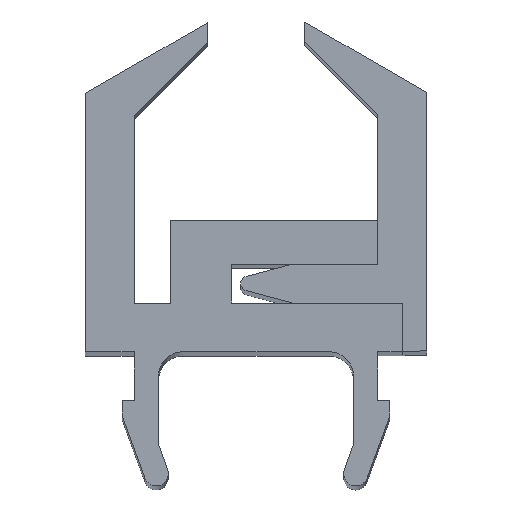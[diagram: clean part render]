
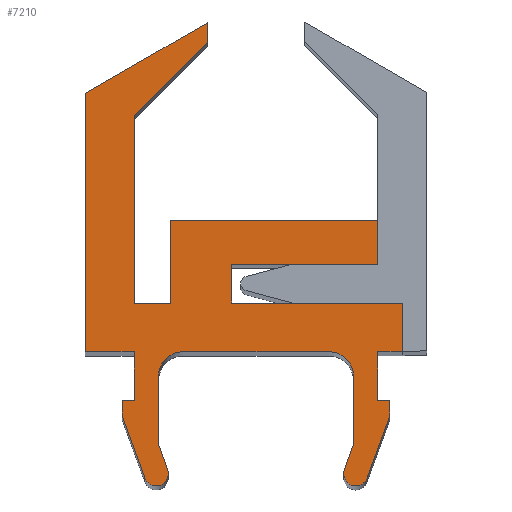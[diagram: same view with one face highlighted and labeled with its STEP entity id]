
A CAD part, top view. The second image highlights one B-rep face of the part: STEP entity #7210.
In plain terms, the highlighted planar face has unit normal (0, 0, 1).
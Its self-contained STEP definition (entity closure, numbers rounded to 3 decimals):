
#2980=CARTESIAN_POINT('',(2.803,-2.566,100.));
#2990=VERTEX_POINT('',#2980);
#3070=CARTESIAN_POINT('',(2.803,-4.548,100.));
#3080=VERTEX_POINT('',#3070);
#3110=CARTESIAN_POINT('',(2.803,0.,100.));
#3120=DIRECTION('',(0.,-1.,0.));
#3130=VECTOR('',#3120,1.);
#3140=LINE('',#3110,#3130);
#3150=EDGE_CURVE('',#2990,#3080,#3140,.T.);
#3260=CARTESIAN_POINT('',(0.,-2.566,100.));
#3270=DIRECTION('',(1.,0.,0.));
#3280=VECTOR('',#3270,1.);
#3290=LINE('',#3260,#3280);
#3300=CARTESIAN_POINT('',(-4.197,-2.566,100.));
#3310=VERTEX_POINT('',#3300);
#3320=EDGE_CURVE('',#3310,#2990,#3290,.T.);
#3500=CARTESIAN_POINT('',(-4.197,0.,100.));
#3510=DIRECTION('',(0.,-1.,0.));
#3520=VECTOR('',#3510,1.);
#3530=LINE('',#3500,#3520);
#3540=CARTESIAN_POINT('',(-4.197,-0.966,100.));
#3550=VERTEX_POINT('',#3540);
#3560=EDGE_CURVE('',#3550,#3310,#3530,.T.);
#4080=CARTESIAN_POINT('',(1.803,0.834,100.));
#4090=VERTEX_POINT('',#4080);
#4170=CARTESIAN_POINT('',(1.803,-0.966,100.));
#4180=VERTEX_POINT('',#4170);
#4210=CARTESIAN_POINT('',(1.803,0.,100.));
#4220=DIRECTION('',(0.,-1.,0.));
#4230=VECTOR('',#4220,1.);
#4240=LINE('',#4210,#4230);
#4250=EDGE_CURVE('',#4090,#4180,#4240,.T.);
#4520=CARTESIAN_POINT('',(0.,-0.966,100.));
#4530=DIRECTION('',(-1.,0.,0.));
#4540=VECTOR('',#4530,1.);
#4550=LINE('',#4520,#4540);
#4560=EDGE_CURVE('',#4180,#3550,#4550,.T.);
#4910=CARTESIAN_POINT('',(0.,0.,100.));
#4920=DIRECTION('',(0.,0.,1.));
#4930=DIRECTION('',(1.,0.,0.));
#4940=AXIS2_PLACEMENT_3D('',#4910,#4920,#4930);
#4950=PLANE('',#4940);
#4960=CARTESIAN_POINT('',(1.803,-4.566,100.));
#4970=DIRECTION('',(1.,0.018,0.));
#4980=VECTOR('',#4970,1.);
#4990=LINE('',#4960,#4980);
#5000=CARTESIAN_POINT('',(1.803,-4.566,100.));
#5010=VERTEX_POINT('',#5000);
#5020=EDGE_CURVE('',#5010,#3080,#4990,.T.);
#5030=ORIENTED_EDGE('',*,*,#5020,.T.);
#5040=CARTESIAN_POINT('',(1.803,-4.566,100.));
#5050=DIRECTION('',(0.,-1.,0.));
#5060=VECTOR('',#5050,1.);
#5070=LINE('',#5040,#5060);
#5080=CARTESIAN_POINT('',(1.803,-6.566,100.));
#5090=VERTEX_POINT('',#5080);
#5100=EDGE_CURVE('',#5010,#5090,#5070,.T.);
#5110=ORIENTED_EDGE('',*,*,#5100,.F.);
#5120=CARTESIAN_POINT('',(-3.197,-6.566,100.));
#5130=DIRECTION('',(1.,0.,0.));
#5140=VECTOR('',#5130,1.);
#5150=LINE('',#5120,#5140);
#5160=CARTESIAN_POINT('',(2.303,-6.566,100.));
#5170=VERTEX_POINT('',#5160);
#5180=EDGE_CURVE('',#5090,#5170,#5150,.T.);
#5190=ORIENTED_EDGE('',*,*,#5180,.F.);
#5200=CARTESIAN_POINT('',(2.303,-4.566,100.));
#5210=DIRECTION('',(0.,-1.,0.));
#5220=VECTOR('',#5210,1.);
#5230=LINE('',#5200,#5220);
#5240=CARTESIAN_POINT('',(2.303,-7.166,100.));
#5250=VERTEX_POINT('',#5240);
#5260=EDGE_CURVE('',#5170,#5250,#5230,.T.);
#5270=ORIENTED_EDGE('',*,*,#5260,.F.);
#5280=CARTESIAN_POINT('',(3.249,-4.566,100.));
#5290=DIRECTION('',(-0.342,-0.94,0.));
#5300=VECTOR('',#5290,1.);
#5310=LINE('',#5280,#5300);
#5320=CARTESIAN_POINT('',(1.367,-9.737,100.));
#5330=VERTEX_POINT('',#5320);
#5340=EDGE_CURVE('',#5250,#5330,#5310,.T.);
#5350=ORIENTED_EDGE('',*,*,#5340,.F.);
#5360=CARTESIAN_POINT('',(0.897,-9.566,100.));
#5370=DIRECTION('',(0.,0.,-1.));
#5380=DIRECTION('',(1.,0.,0.));
#5390=AXIS2_PLACEMENT_3D('',#5360,#5370,#5380);
#5400=CIRCLE('',#5390,0.5);
#5410=CARTESIAN_POINT('',(0.427,-9.395,100.));
#5420=VERTEX_POINT('',#5410);
#5430=EDGE_CURVE('',#5330,#5420,#5400,.T.);
#5440=ORIENTED_EDGE('',*,*,#5430,.F.);
#5450=CARTESIAN_POINT('',(2.185,-4.566,100.));
#5460=DIRECTION('',(0.342,0.94,0.));
#5470=VECTOR('',#5460,1.);
#5480=LINE('',#5450,#5470);
#5490=CARTESIAN_POINT('',(0.803,-8.364,100.));
#5500=VERTEX_POINT('',#5490);
#5510=EDGE_CURVE('',#5420,#5500,#5480,.T.);
#5520=ORIENTED_EDGE('',*,*,#5510,.F.);
#5530=CARTESIAN_POINT('',(0.803,-4.566,100.));
#5540=DIRECTION('',(0.,1.,0.));
#5550=VECTOR('',#5540,1.);
#5560=LINE('',#5530,#5550);
#5570=CARTESIAN_POINT('',(0.803,-5.566,100.));
#5580=VERTEX_POINT('',#5570);
#5590=EDGE_CURVE('',#5500,#5580,#5560,.T.);
#5600=ORIENTED_EDGE('',*,*,#5590,.F.);
#5610=CARTESIAN_POINT('',(-0.197,-5.566,100.));
#5620=DIRECTION('',(0.,0.,1.));
#5630=DIRECTION('',(1.,0.,0.));
#5640=AXIS2_PLACEMENT_3D('',#5610,#5620,#5630);
#5650=CIRCLE('',#5640,1.);
#5660=CARTESIAN_POINT('',(-0.197,-4.566,100.));
#5670=VERTEX_POINT('',#5660);
#5680=EDGE_CURVE('',#5580,#5670,#5650,.T.);
#5690=ORIENTED_EDGE('',*,*,#5680,.F.);
#5700=CARTESIAN_POINT('',(-3.197,-4.566,100.));
#5710=DIRECTION('',(-1.,0.,0.));
#5720=VECTOR('',#5710,1.);
#5730=LINE('',#5700,#5720);
#5740=CARTESIAN_POINT('',(-6.197,-4.566,100.));
#5750=VERTEX_POINT('',#5740);
#5760=EDGE_CURVE('',#5670,#5750,#5730,.T.);
#5770=ORIENTED_EDGE('',*,*,#5760,.F.);
#5780=CARTESIAN_POINT('',(-6.197,-5.566,100.));
#5790=DIRECTION('',(0.,0.,1.));
#5800=DIRECTION('',(1.,0.,0.));
#5810=AXIS2_PLACEMENT_3D('',#5780,#5790,#5800);
#5820=CIRCLE('',#5810,1.);
#5830=CARTESIAN_POINT('',(-7.197,-5.566,100.));
#5840=VERTEX_POINT('',#5830);
#5850=EDGE_CURVE('',#5750,#5840,#5820,.T.);
#5860=ORIENTED_EDGE('',*,*,#5850,.F.);
#5870=CARTESIAN_POINT('',(-7.197,-4.566,100.));
#5880=DIRECTION('',(0.,-1.,0.));
#5890=VECTOR('',#5880,1.);
#5900=LINE('',#5870,#5890);
#5910=CARTESIAN_POINT('',(-7.197,-8.364,100.));
#5920=VERTEX_POINT('',#5910);
#5930=EDGE_CURVE('',#5840,#5920,#5900,.T.);
#5940=ORIENTED_EDGE('',*,*,#5930,.F.);
#5950=CARTESIAN_POINT('',(-8.58,-4.566,100.));
#5960=DIRECTION('',(0.342,-0.94,0.));
#5970=VECTOR('',#5960,1.);
#5980=LINE('',#5950,#5970);
#5990=CARTESIAN_POINT('',(-6.822,-9.395,100.));
#6000=VERTEX_POINT('',#5990);
#6010=EDGE_CURVE('',#5920,#6000,#5980,.T.);
#6020=ORIENTED_EDGE('',*,*,#6010,.F.);
#6030=CARTESIAN_POINT('',(-7.292,-9.566,100.));
#6040=DIRECTION('',(0.,0.,-1.));
#6050=DIRECTION('',(1.,0.,0.));
#6060=AXIS2_PLACEMENT_3D('',#6030,#6040,#6050);
#6070=CIRCLE('',#6060,0.5);
#6080=CARTESIAN_POINT('',(-7.762,-9.737,100.));
#6090=VERTEX_POINT('',#6080);
#6100=EDGE_CURVE('',#6000,#6090,#6070,.T.);
#6110=ORIENTED_EDGE('',*,*,#6100,.F.);
#6120=CARTESIAN_POINT('',(-9.644,-4.566,100.));
#6130=DIRECTION('',(-0.342,0.94,0.));
#6140=VECTOR('',#6130,1.);
#6150=LINE('',#6120,#6140);
#6160=CARTESIAN_POINT('',(-8.697,-7.166,100.));
#6170=VERTEX_POINT('',#6160);
#6180=EDGE_CURVE('',#6090,#6170,#6150,.T.);
#6190=ORIENTED_EDGE('',*,*,#6180,.F.);
#6200=CARTESIAN_POINT('',(-8.697,-4.566,100.));
#6210=DIRECTION('',(0.,1.,0.));
#6220=VECTOR('',#6210,1.);
#6230=LINE('',#6200,#6220);
#6240=CARTESIAN_POINT('',(-8.697,-6.566,100.));
#6250=VERTEX_POINT('',#6240);
#6260=EDGE_CURVE('',#6170,#6250,#6230,.T.);
#6270=ORIENTED_EDGE('',*,*,#6260,.F.);
#6280=CARTESIAN_POINT('',(-3.197,-6.566,100.));
#6290=DIRECTION('',(1.,0.,0.));
#6300=VECTOR('',#6290,1.);
#6310=LINE('',#6280,#6300);
#6320=CARTESIAN_POINT('',(-8.197,-6.566,100.));
#6330=VERTEX_POINT('',#6320);
#6340=EDGE_CURVE('',#6250,#6330,#6310,.T.);
#6350=ORIENTED_EDGE('',*,*,#6340,.F.);
#6360=CARTESIAN_POINT('',(-8.197,-4.566,100.));
#6370=DIRECTION('',(0.,1.,0.));
#6380=VECTOR('',#6370,1.);
#6390=LINE('',#6360,#6380);
#6400=CARTESIAN_POINT('',(-8.197,-4.566,100.));
#6410=VERTEX_POINT('',#6400);
#6420=EDGE_CURVE('',#6330,#6410,#6390,.T.);
#6430=ORIENTED_EDGE('',*,*,#6420,.F.);
#6440=CARTESIAN_POINT('',(-3.197,-4.566,100.));
#6450=DIRECTION('',(-1.,0.,0.));
#6460=VECTOR('',#6450,1.);
#6470=LINE('',#6440,#6460);
#6480=CARTESIAN_POINT('',(-10.197,-4.566,100.));
#6490=VERTEX_POINT('',#6480);
#6500=EDGE_CURVE('',#6410,#6490,#6470,.T.);
#6510=ORIENTED_EDGE('',*,*,#6500,.F.);
#6520=CARTESIAN_POINT('',(-10.197,-4.566,100.));
#6530=DIRECTION('',(0.,1.,0.));
#6540=VECTOR('',#6530,1.);
#6550=LINE('',#6520,#6540);
#6560=CARTESIAN_POINT('',(-10.197,6.047,100.));
#6570=VERTEX_POINT('',#6560);
#6580=EDGE_CURVE('',#6490,#6570,#6550,.T.);
#6590=ORIENTED_EDGE('',*,*,#6580,.F.);
#6600=CARTESIAN_POINT('',(-3.197,10.088,100.));
#6610=DIRECTION('',(0.866,0.5,0.));
#6620=VECTOR('',#6610,1.);
#6630=LINE('',#6600,#6620);
#6640=CARTESIAN_POINT('',(-5.197,8.934,100.));
#6650=VERTEX_POINT('',#6640);
#6660=EDGE_CURVE('',#6570,#6650,#6630,.T.);
#6670=ORIENTED_EDGE('',*,*,#6660,.F.);
#6680=CARTESIAN_POINT('',(-5.197,-4.566,100.));
#6690=DIRECTION('',(0.,-1.,0.));
#6700=VECTOR('',#6690,1.);
#6710=LINE('',#6680,#6700);
#6720=CARTESIAN_POINT('',(-5.197,8.134,100.));
#6730=VERTEX_POINT('',#6720);
#6740=EDGE_CURVE('',#6650,#6730,#6710,.T.);
#6750=ORIENTED_EDGE('',*,*,#6740,.F.);
#6760=CARTESIAN_POINT('',(-3.197,10.134,100.));
#6770=DIRECTION('',(-0.707,-0.707,0.));
#6780=VECTOR('',#6770,1.);
#6790=LINE('',#6760,#6780);
#6800=CARTESIAN_POINT('',(-8.197,5.134,100.));
#6810=VERTEX_POINT('',#6800);
#6820=EDGE_CURVE('',#6730,#6810,#6790,.T.);
#6830=ORIENTED_EDGE('',*,*,#6820,.F.);
#6840=CARTESIAN_POINT('',(-8.197,-4.566,100.));
#6850=DIRECTION('',(0.,-1.,0.));
#6860=VECTOR('',#6850,1.);
#6870=LINE('',#6840,#6860);
#6880=CARTESIAN_POINT('',(-8.197,-2.566,100.));
#6890=VERTEX_POINT('',#6880);
#6900=EDGE_CURVE('',#6810,#6890,#6870,.T.);
#6910=ORIENTED_EDGE('',*,*,#6900,.F.);
#6920=CARTESIAN_POINT('',(-3.197,-2.566,100.));
#6930=DIRECTION('',(1.,0.,0.));
#6940=VECTOR('',#6930,1.);
#6950=LINE('',#6920,#6940);
#6960=CARTESIAN_POINT('',(-6.697,-2.566,100.));
#6970=VERTEX_POINT('',#6960);
#6980=EDGE_CURVE('',#6890,#6970,#6950,.T.);
#6990=ORIENTED_EDGE('',*,*,#6980,.F.);
#7000=CARTESIAN_POINT('',(-6.697,-4.566,100.));
#7010=DIRECTION('',(0.,1.,0.));
#7020=VECTOR('',#7010,1.);
#7030=LINE('',#7000,#7020);
#7040=CARTESIAN_POINT('',(-6.697,0.834,100.));
#7050=VERTEX_POINT('',#7040);
#7060=EDGE_CURVE('',#6970,#7050,#7030,.T.);
#7070=ORIENTED_EDGE('',*,*,#7060,.F.);
#7080=CARTESIAN_POINT('',(-3.197,0.834,100.));
#7090=DIRECTION('',(1.,0.,0.));
#7100=VECTOR('',#7090,1.);
#7110=LINE('',#7080,#7100);
#7120=EDGE_CURVE('',#7050,#4090,#7110,.T.);
#7130=ORIENTED_EDGE('',*,*,#7120,.F.);
#7140=ORIENTED_EDGE('',*,*,#4250,.F.);
#7150=ORIENTED_EDGE('',*,*,#4560,.F.);
#7160=ORIENTED_EDGE('',*,*,#3560,.F.);
#7170=ORIENTED_EDGE('',*,*,#3320,.F.);
#7180=ORIENTED_EDGE('',*,*,#3150,.F.);
#7190=EDGE_LOOP('',(#7180,#7170,#7160,#7150,#7140,#7130,#7070,#6990,
#6910,#6830,#6750,#6670,#6590,#6510,#6430,#6350,#6270,#6190,#6110,#6020,
#5940,#5860,#5770,#5690,#5600,#5520,#5440,#5350,#5270,#5190,#5110,#5030)
);
#7200=FACE_OUTER_BOUND('',#7190,.T.);
#7210=ADVANCED_FACE('',(#7200),#4950,.T.);
